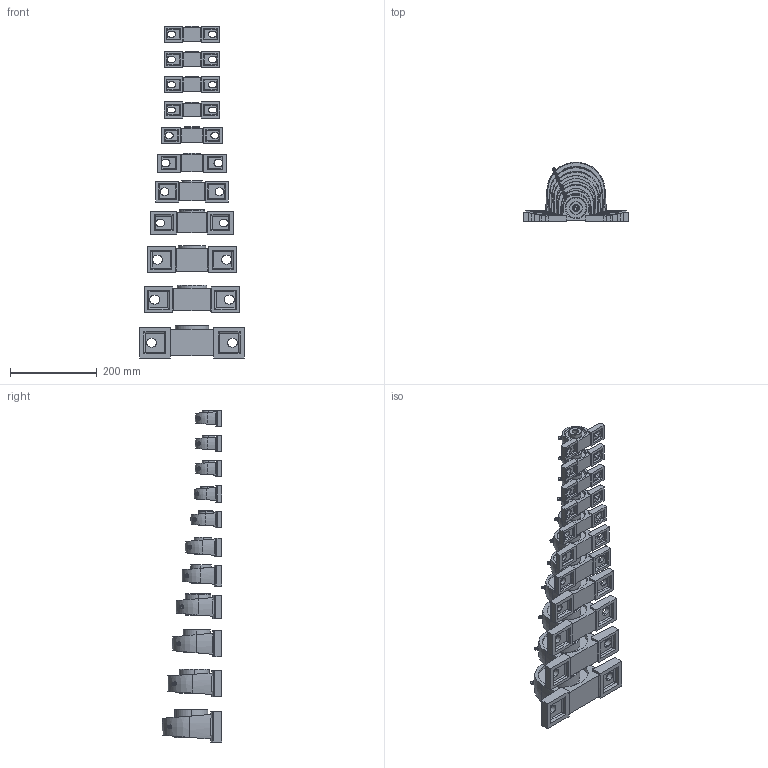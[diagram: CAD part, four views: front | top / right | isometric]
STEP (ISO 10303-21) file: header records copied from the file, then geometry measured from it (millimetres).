
FILE_DESCRIPTION (( 'STEP AP214' ), '1' );
FILE_NAME ('UCP201-UCP212.STEP', '2018-05-12T05:44:24', ( '' ), ( '' ), 'SwSTEP 2.0', 'SolidWorks 2016', '' );
FILE_SCHEMA (( 'AUTOMOTIVE_DESIGN' ));
Length unit declared in the file: millimetre
Products named in the file (12): ucp212; ucp211; ucp210; ucp209; ucp207; ucp206; ucp 205; ucp204; ucp203; ucp202; ucp201; UCP201-UCP212
Assembly tree (11 placements, depth 2):
  UCP201-UCP212
    ucp201
    ucp202
    ucp203
    ucp204
    ucp 205
    ucp206
    ucp207
    ucp209
    ucp210
    ucp211
    ucp212
Bounding box: 241 x 136.55 x 763.48 mm (x, y, z)
Volume: 2846584.7 mm3; surface area: 543878.7 mm2
Topology: 11 solids, 11 shells, 1319 faces, 3311 edges, 2090 vertices
Faces by surface type: plane 608, cylinder 396, cone 176, torus 95, sphere 44
Entity records: 46881 total; most frequent: CARTESIAN_POINT 10488, ORIENTED_EDGE 6512, DIRECTION 6326, EDGE_CURVE 3256, AXIS2_PLACEMENT_3D 2289, VERTEX_POINT 2057, VECTOR 1748, LINE 1748
